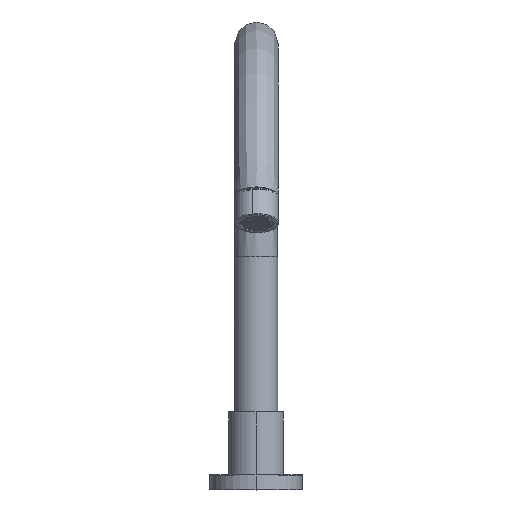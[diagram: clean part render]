
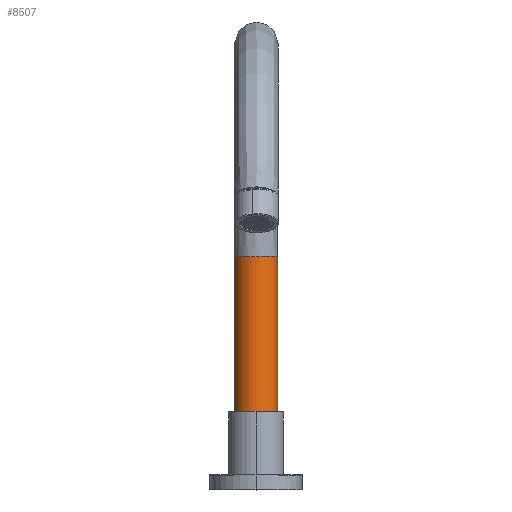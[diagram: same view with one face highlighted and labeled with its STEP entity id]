
A CAD part, top view. The second image highlights one B-rep face of the part: STEP entity #8507.
In plain terms, the highlighted cylindrical face has radius 12.7 mm (diameter 25.4 mm), a partial arc.
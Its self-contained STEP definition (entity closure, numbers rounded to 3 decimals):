
#39 = CARTESIAN_POINT ( 'NONE',  ( 12.7, 137., -0.021 ) ) ;
#1111 = DIRECTION ( 'NONE',  ( 1., 0., -0.002 ) ) ;
#1165 = DIRECTION ( 'NONE',  ( 0., 1., 0. ) ) ;
#1842 = DIRECTION ( 'NONE',  ( 0., 1., 0. ) ) ;
#1955 = CARTESIAN_POINT ( 'NONE',  ( 0., 44.7, 0. ) ) ;
#3060 = AXIS2_PLACEMENT_3D ( 'NONE', #6957, #18678, #8657 ) ;
#3196 = ORIENTED_EDGE ( 'NONE', *, *, #11322, .F. ) ;
#3940 = CARTESIAN_POINT ( 'NONE',  ( 12.7, 44.7, -0.021 ) ) ;
#4026 = FACE_OUTER_BOUND ( 'NONE', #15880, .T. ) ;
#4277 = ORIENTED_EDGE ( 'NONE', *, *, #15167, .F. ) ;
#6368 = CYLINDRICAL_SURFACE ( 'NONE', #21614, 12.7 ) ;
#6957 = CARTESIAN_POINT ( 'NONE',  ( 0., 44.7, 0. ) ) ;
#7555 = CARTESIAN_POINT ( 'NONE',  ( 12.7, 44.7, -0.021 ) ) ;
#8263 = CARTESIAN_POINT ( 'NONE',  ( 0., 137., 0. ) ) ;
#8398 = CARTESIAN_POINT ( 'NONE',  ( -12.7, 44.7, 0.021 ) ) ;
#8507 = ADVANCED_FACE ( 'NONE', ( #4026 ), #6368, .T. ) ;
#8657 = DIRECTION ( 'NONE',  ( 1., 0., -0.002 ) ) ;
#10081 = DIRECTION ( 'NONE',  ( 1., 0., -0.002 ) ) ;
#10286 = VERTEX_POINT ( 'NONE', #3940 ) ;
#11322 = EDGE_CURVE ( 'NONE', #18112, #13425, #20369, .T. ) ;
#11441 = VERTEX_POINT ( 'NONE', #39 ) ;
#11510 = EDGE_CURVE ( 'NONE', #10286, #11441, #13653, .T. ) ;
#11518 = CARTESIAN_POINT ( 'NONE',  ( -12.7, 44.7, 0.021 ) ) ;
#11644 = VECTOR ( 'NONE', #1165, 1000. ) ;
#12694 = AXIS2_PLACEMENT_3D ( 'NONE', #8263, #19986, #10081 ) ;
#13425 = VERTEX_POINT ( 'NONE', #18054 ) ;
#13647 = CIRCLE ( 'NONE', #12694, 12.7 ) ;
#13653 = LINE ( 'NONE', #7555, #17973 ) ;
#15167 = EDGE_CURVE ( 'NONE', #13425, #11441, #13647, .T. ) ;
#15298 = EDGE_CURVE ( 'NONE', #18112, #10286, #17967, .T. ) ;
#15880 = EDGE_LOOP ( 'NONE', ( #3196, #16607, #17140, #4277 ) ) ;
#16607 = ORIENTED_EDGE ( 'NONE', *, *, #15298, .T. ) ;
#17140 = ORIENTED_EDGE ( 'NONE', *, *, #11510, .T. ) ;
#17597 = DIRECTION ( 'NONE',  ( 0., 1., 0. ) ) ;
#17967 = CIRCLE ( 'NONE', #3060, 12.7 ) ;
#17973 = VECTOR ( 'NONE', #17597, 1000. ) ;
#18054 = CARTESIAN_POINT ( 'NONE',  ( -12.7, 137., 0.021 ) ) ;
#18112 = VERTEX_POINT ( 'NONE', #8398 ) ;
#18678 = DIRECTION ( 'NONE',  ( 0., 1., 0. ) ) ;
#19986 = DIRECTION ( 'NONE',  ( 0., 1., 0. ) ) ;
#20369 = LINE ( 'NONE', #11518, #11644 ) ;
#21614 = AXIS2_PLACEMENT_3D ( 'NONE', #1955, #1842, #1111 ) ;
